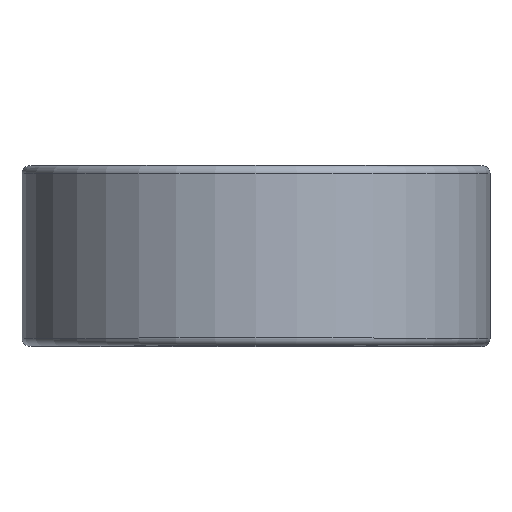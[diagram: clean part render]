
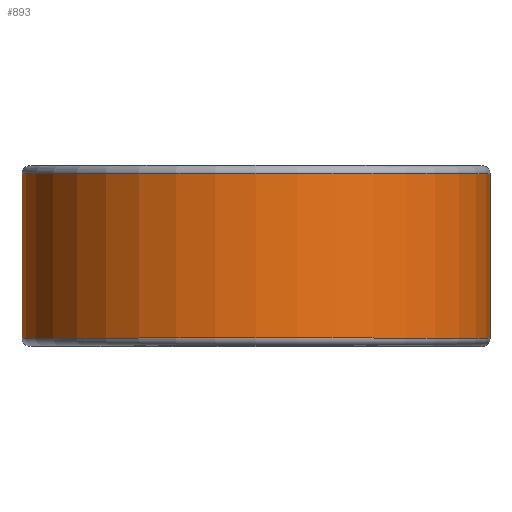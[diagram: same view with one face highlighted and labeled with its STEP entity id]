
A CAD part, top view. The second image highlights one B-rep face of the part: STEP entity #893.
In plain terms, the highlighted cylindrical face has radius 22.644 mm (diameter 45.288 mm), a partial arc.
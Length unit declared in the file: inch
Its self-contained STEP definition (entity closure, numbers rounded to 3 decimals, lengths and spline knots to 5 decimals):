
#153 = EDGE_CURVE ( 'NONE', #564, #1998, #297, .T. ) ;
#279 = CARTESIAN_POINT ( 'NONE',  ( 0., -0.31375, -0.8915 ) ) ;
#297 = LINE ( 'NONE', #1429, #2389 ) ;
#345 = CIRCLE ( 'NONE', #2090, 0.8915 ) ;
#359 = VERTEX_POINT ( 'NONE', #279 ) ;
#391 = VECTOR ( 'NONE', #991, 39.37008 ) ;
#437 = ORIENTED_EDGE ( 'NONE', *, *, #1865, .F. ) ;
#477 = EDGE_LOOP ( 'NONE', ( #569, #1680, #437, #608 ) ) ;
#564 = VERTEX_POINT ( 'NONE', #1565 ) ;
#569 = ORIENTED_EDGE ( 'NONE', *, *, #153, .T. ) ;
#608 = ORIENTED_EDGE ( 'NONE', *, *, #2036, .F. ) ;
#835 = AXIS2_PLACEMENT_3D ( 'NONE', #2219, #1262, #2383 ) ;
#893 = ADVANCED_FACE ( 'NONE', ( #950 ), #1007, .T. ) ;
#950 = FACE_OUTER_BOUND ( 'NONE', #477, .T. ) ;
#991 = DIRECTION ( 'NONE',  ( 0., 1., 0. ) ) ;
#1007 = CYLINDRICAL_SURFACE ( 'NONE', #1764, 0.8915 ) ;
#1134 = LINE ( 'NONE', #1993, #391 ) ;
#1204 = CARTESIAN_POINT ( 'NONE',  ( 0., 0.31375, 0. ) ) ;
#1239 = CIRCLE ( 'NONE', #835, 0.8915 ) ;
#1262 = DIRECTION ( 'NONE',  ( 0., -1., 0. ) ) ;
#1377 = DIRECTION ( 'NONE',  ( 0., 0., -1. ) ) ;
#1425 = DIRECTION ( 'NONE',  ( 0., 1., 0. ) ) ;
#1429 = CARTESIAN_POINT ( 'NONE',  ( 0.8915, 0.31375, 0. ) ) ;
#1565 = CARTESIAN_POINT ( 'NONE',  ( 0.8915, -0.31375, 0. ) ) ;
#1680 = ORIENTED_EDGE ( 'NONE', *, *, #1898, .T. ) ;
#1694 = CARTESIAN_POINT ( 'NONE',  ( 0., 0.31375, -0.8915 ) ) ;
#1764 = AXIS2_PLACEMENT_3D ( 'NONE', #1794, #2240, #2390 ) ;
#1794 = CARTESIAN_POINT ( 'NONE',  ( 0., 0.3125, 0. ) ) ;
#1865 = EDGE_CURVE ( 'NONE', #359, #1926, #1134, .T. ) ;
#1898 = EDGE_CURVE ( 'NONE', #1998, #1926, #345, .T. ) ;
#1926 = VERTEX_POINT ( 'NONE', #1694 ) ;
#1993 = CARTESIAN_POINT ( 'NONE',  ( 0., 0.31375, -0.8915 ) ) ;
#1998 = VERTEX_POINT ( 'NONE', #2204 ) ;
#2036 = EDGE_CURVE ( 'NONE', #564, #359, #1239, .T. ) ;
#2090 = AXIS2_PLACEMENT_3D ( 'NONE', #1204, #2330, #1377 ) ;
#2204 = CARTESIAN_POINT ( 'NONE',  ( 0.8915, 0.31375, 0. ) ) ;
#2219 = CARTESIAN_POINT ( 'NONE',  ( 0., -0.31375, 0. ) ) ;
#2240 = DIRECTION ( 'NONE',  ( 0., -1., 0. ) ) ;
#2330 = DIRECTION ( 'NONE',  ( 0., -1., 0. ) ) ;
#2383 = DIRECTION ( 'NONE',  ( 0., 0., -1. ) ) ;
#2389 = VECTOR ( 'NONE', #1425, 39.37008 ) ;
#2390 = DIRECTION ( 'NONE',  ( 0., 0., -1. ) ) ;
